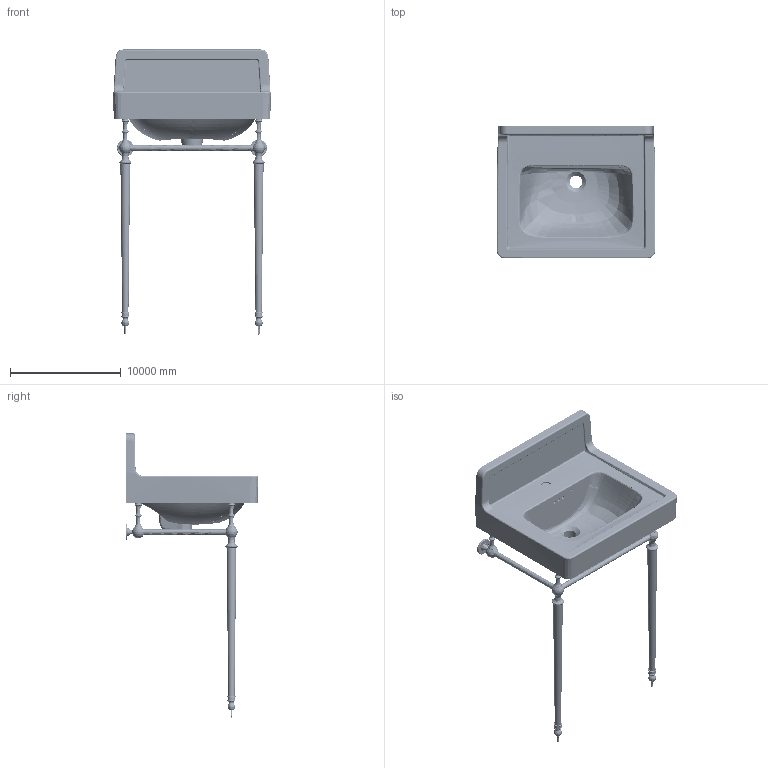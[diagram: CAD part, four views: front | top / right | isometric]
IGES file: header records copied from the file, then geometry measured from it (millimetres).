
Global section: file name: B1 UPS++T22A-20220727; native system: AutoCAD 2018 - 简体中文 (Simplified Chinese),62HAuto; preprocessor: desk Translation Framework DWG producer (atf_dwg_producer); organization: unknown; date: 20220727.103955; units: inch
Bounding box: 14321.2 x 12005.46 x 25797.49 mm (x, y, z)
Surface area: 988370041 mm2 (no closed solid volume)
Topology: 0 solids, 0 shells, 2902 faces, 76438 edges, 76424 vertices
Faces by surface type: revolution 1762, bspline 1140
